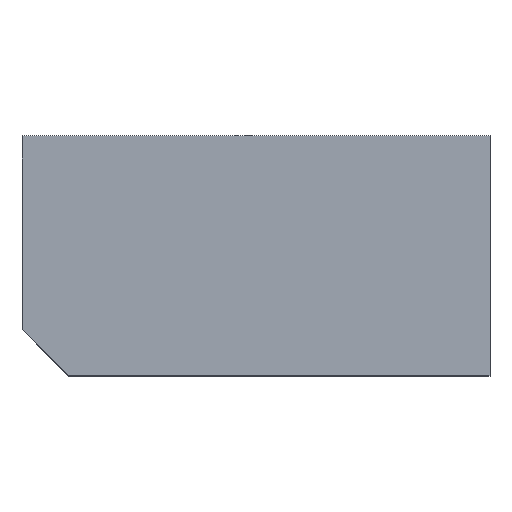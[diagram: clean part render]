
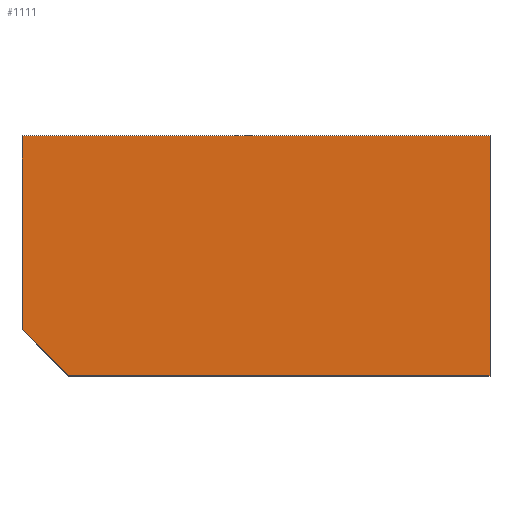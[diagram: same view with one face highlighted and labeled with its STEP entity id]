
A CAD part, top view. The second image highlights one B-rep face of the part: STEP entity #1111.
In plain terms, the highlighted planar face has unit normal (0, 0, 1).
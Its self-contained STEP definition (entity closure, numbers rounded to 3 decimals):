
#949=CARTESIAN_POINT('',(10.15,5.2,10.2));
#950=VERTEX_POINT('',#949);
#951=CARTESIAN_POINT('',(10.15,-5.2,10.2));
#952=VERTEX_POINT('',#951);
#953=CARTESIAN_POINT('',(10.15,5.2,10.2));
#954=DIRECTION('',(0.0,-1.0,0.0));
#955=VECTOR('',#954,10.4);
#956=LINE('',#953,#955);
#957=EDGE_CURVE('',#950,#952,#956,.T.);
#989=CARTESIAN_POINT('',(-8.15,-5.2,10.2));
#990=VERTEX_POINT('',#989);
#991=CARTESIAN_POINT('',(10.15,-5.2,10.2));
#992=DIRECTION('',(-1.0,0.0,0.0));
#993=VECTOR('',#992,18.3);
#994=LINE('',#991,#993);
#995=EDGE_CURVE('',#952,#990,#994,.T.);
#1020=CARTESIAN_POINT('',(-10.15,-3.2,10.2));
#1021=VERTEX_POINT('',#1020);
#1022=CARTESIAN_POINT('',(-8.15,-5.2,10.2));
#1023=DIRECTION('',(-0.707,0.707,0.0));
#1024=VECTOR('',#1023,2.828);
#1025=LINE('',#1022,#1024);
#1026=EDGE_CURVE('',#990,#1021,#1025,.T.);
#1051=CARTESIAN_POINT('',(-10.15,5.2,10.2));
#1052=VERTEX_POINT('',#1051);
#1053=CARTESIAN_POINT('',(-10.15,-3.2,10.2));
#1054=DIRECTION('',(0.0,1.0,0.0));
#1055=VECTOR('',#1054,8.4);
#1056=LINE('',#1053,#1055);
#1057=EDGE_CURVE('',#1021,#1052,#1056,.T.);
#1082=CARTESIAN_POINT('',(-10.15,5.2,10.2));
#1083=DIRECTION('',(1.0,0.0,0.0));
#1084=VECTOR('',#1083,20.3);
#1085=LINE('',#1082,#1084);
#1086=EDGE_CURVE('',#1052,#950,#1085,.T.);
#1099=CARTESIAN_POINT('',(0.211,0.115,10.2));
#1100=DIRECTION('',(0.0,0.0,1.0));
#1101=DIRECTION('',(1.0,0.0,0.0));
#1102=AXIS2_PLACEMENT_3D('',#1099,#1100,#1101);
#1103=PLANE('',#1102);
#1104=ORIENTED_EDGE('',*,*,#957,.F.);
#1105=ORIENTED_EDGE('',*,*,#1086,.F.);
#1106=ORIENTED_EDGE('',*,*,#1057,.F.);
#1107=ORIENTED_EDGE('',*,*,#1026,.F.);
#1108=ORIENTED_EDGE('',*,*,#995,.F.);
#1109=EDGE_LOOP('',(#1104,#1105,#1106,#1107,#1108));
#1110=FACE_OUTER_BOUND('',#1109,.T.);
#1111=ADVANCED_FACE('',(#1110),#1103,.T.);
